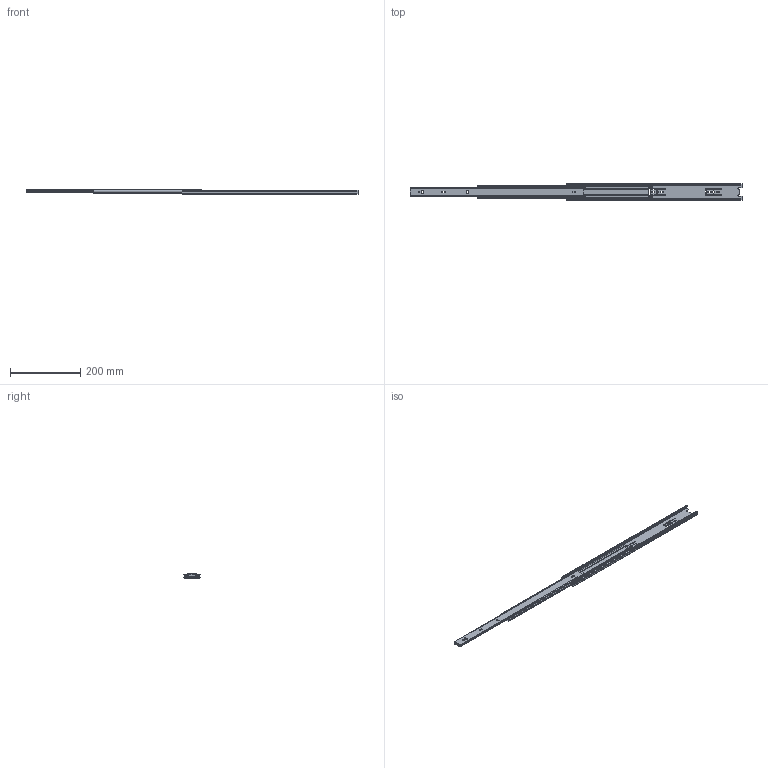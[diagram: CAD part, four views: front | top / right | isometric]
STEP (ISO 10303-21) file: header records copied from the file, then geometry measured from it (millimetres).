
FILE_DESCRIPTION (( 'STEP AP214' ), '1' );
FILE_NAME ('Drawer Slide Side-Mount - MMC 2712A6.STEP', '2014-07-02T20:41:34', ( 'Peanut' ), ( '' ), 'SwSTEP 2.0', 'SolidWorks 2014', '' );
FILE_SCHEMA (( 'AUTOMOTIVE_DESIGN' ));
Length unit declared in the file: millimetre
Products named in the file (15): Top; Middle; Base; Drawer Slide Side-Mount - MMC 2712A6; Bearing MT-B_Bearing MT-B; Bearing MT-T_Bearing MT-T; Bearing BM-B_Bearing BM-B; Bearing BM-T_Bearing BM-T; Top_Top; Middle_Middle; Base_Base; Bearing MT-B; Bearing MT-T; Bearing BM-B; Bearing BM-T
Assembly tree (7 placements, depth 2):
  Top
  Middle
  Base
  Drawer Slide Side-Mount - MMC 2712A6
    Base_Base
    Middle_Middle
    Top_Top
    Bearing BM-T_Bearing BM-T
    Bearing BM-B_Bearing BM-B
    Bearing MT-T_Bearing MT-T
    Bearing MT-B_Bearing MT-B
  Bearing MT-B
Bounding box: 944.34 x 45.64 x 12.7 mm (x, y, z)
Volume: 99185 mm3; surface area: 167125.2 mm2
Topology: 7 solids, 7 shells, 320 faces, 822 edges, 564 vertices
Faces by surface type: plane 135, cylinder 113, bspline 72
Entity records: 13511 total; most frequent: CARTESIAN_POINT 5389, ORIENTED_EDGE 1644, DIRECTION 1494, EDGE_CURVE 822, VERTEX_POINT 564, AXIS2_PLACEMENT_3D 509, VECTOR 476, LINE 476
